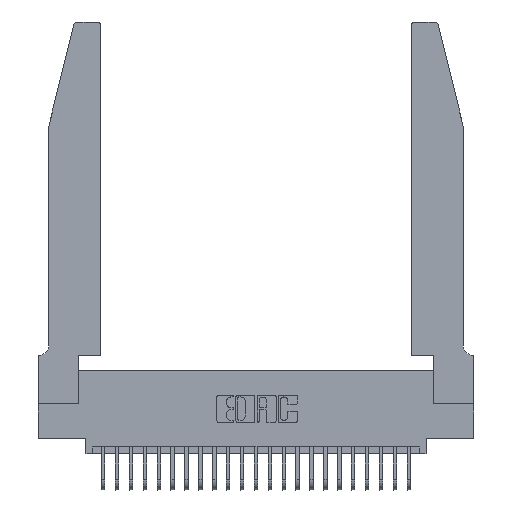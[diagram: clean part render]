
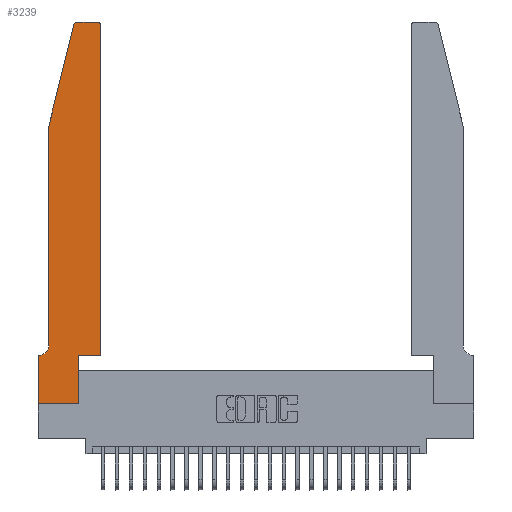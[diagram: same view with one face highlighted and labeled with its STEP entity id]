
A CAD part, top view. The second image highlights one B-rep face of the part: STEP entity #3239.
In plain terms, the highlighted planar face has unit normal (0, 0, 1).
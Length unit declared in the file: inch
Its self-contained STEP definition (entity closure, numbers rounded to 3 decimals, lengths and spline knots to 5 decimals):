
#90 = VECTOR ( 'NONE', #22313, 39.37008 ) ;
#794 = LINE ( 'NONE', #21425, #22459 ) ;
#857 = VERTEX_POINT ( 'NONE', #17779 ) ;
#977 = ORIENTED_EDGE ( 'NONE', *, *, #12504, .T. ) ;
#1386 = LINE ( 'NONE', #10302, #23723 ) ;
#1549 = VERTEX_POINT ( 'NONE', #4099 ) ;
#1620 = LINE ( 'NONE', #11137, #23310 ) ;
#2057 = VERTEX_POINT ( 'NONE', #2551 ) ;
#2259 = EDGE_CURVE ( 'NONE', #21462, #20797, #25403, .T. ) ;
#2551 = CARTESIAN_POINT ( 'NONE',  ( 0.4505, 0.35, 0.37 ) ) ;
#2649 = EDGE_CURVE ( 'NONE', #2057, #21062, #794, .T. ) ;
#2885 = CARTESIAN_POINT ( 'NONE',  ( 0.2865, 0.35, 0.37 ) ) ;
#3239 = ADVANCED_FACE ( 'NONE', ( #26677 ), #15114, .T. ) ;
#3355 = CARTESIAN_POINT ( 'NONE',  ( 0.284, 2.72, 0.37 ) ) ;
#3442 = DIRECTION ( 'NONE',  ( 0., 0., -1. ) ) ;
#3455 = CARTESIAN_POINT ( 'NONE',  ( 0.4505, 0.35, 0.37 ) ) ;
#3548 = CIRCLE ( 'NONE', #19128, 0.07 ) ;
#3558 = CARTESIAN_POINT ( 'NONE',  ( 0., 0., 0.37 ) ) ;
#3789 = CARTESIAN_POINT ( 'NONE',  ( 0.0755, 2., 0.37 ) ) ;
#3892 = EDGE_CURVE ( 'NONE', #1549, #14442, #5358, .T. ) ;
#4035 = CARTESIAN_POINT ( 'NONE',  ( 0.0755, 2., 0.37 ) ) ;
#4099 = CARTESIAN_POINT ( 'NONE',  ( 0.4205, 2.75, 0.37 ) ) ;
#4625 = CARTESIAN_POINT ( 'NONE',  ( 0., 0.35, 0.37 ) ) ;
#5358 = LINE ( 'NONE', #9001, #26965 ) ;
#5489 = DIRECTION ( 'NONE',  ( 1., 0., 0. ) ) ;
#5506 = VERTEX_POINT ( 'NONE', #11718 ) ;
#6748 = DIRECTION ( 'NONE',  ( 1., 0., 0. ) ) ;
#6853 = VERTEX_POINT ( 'NONE', #18525 ) ;
#7073 = EDGE_CURVE ( 'NONE', #21062, #1549, #16731, .T. ) ;
#7262 = ORIENTED_EDGE ( 'NONE', *, *, #21045, .T. ) ;
#7310 = ORIENTED_EDGE ( 'NONE', *, *, #25040, .T. ) ;
#7712 = DIRECTION ( 'NONE',  ( 1., 0., 0. ) ) ;
#8039 = ORIENTED_EDGE ( 'NONE', *, *, #3892, .T. ) ;
#8778 = CARTESIAN_POINT ( 'NONE',  ( 0.4205, 2.72, 0.37 ) ) ;
#9001 = CARTESIAN_POINT ( 'NONE',  ( 0.2605, 2.75, 0.37 ) ) ;
#9584 = LINE ( 'NONE', #4035, #20076 ) ;
#9605 = ORIENTED_EDGE ( 'NONE', *, *, #2649, .T. ) ;
#9683 = ORIENTED_EDGE ( 'NONE', *, *, #2259, .T. ) ;
#9802 = LINE ( 'NONE', #3455, #11107 ) ;
#10302 = CARTESIAN_POINT ( 'NONE',  ( 0., 0., 0.37 ) ) ;
#10855 = EDGE_LOOP ( 'NONE', ( #8039, #19010, #977, #7262, #10915, #7310, #26623, #9683, #11111, #24270, #9605, #23867 ) ) ;
#10900 = DIRECTION ( 'NONE',  ( 1., 0., 0. ) ) ;
#10915 = ORIENTED_EDGE ( 'NONE', *, *, #23418, .T. ) ;
#11107 = VECTOR ( 'NONE', #18183, 39.37008 ) ;
#11111 = ORIENTED_EDGE ( 'NONE', *, *, #14827, .T. ) ;
#11137 = CARTESIAN_POINT ( 'NONE',  ( 0.2865, 0.35, 0.37 ) ) ;
#11310 = LINE ( 'NONE', #26610, #90 ) ;
#11718 = CARTESIAN_POINT ( 'NONE',  ( 0.0755, 2., 0.37 ) ) ;
#12331 = LINE ( 'NONE', #3789, #23430 ) ;
#12437 = DIRECTION ( 'NONE',  ( 0., -1., 0. ) ) ;
#12504 = EDGE_CURVE ( 'NONE', #12760, #5506, #12331, .T. ) ;
#12526 = DIRECTION ( 'NONE',  ( 0., -1., 0. ) ) ;
#12760 = VERTEX_POINT ( 'NONE', #17139 ) ;
#13239 = EDGE_CURVE ( 'NONE', #857, #21462, #1386, .T. ) ;
#14442 = VERTEX_POINT ( 'NONE', #22580 ) ;
#14827 = EDGE_CURVE ( 'NONE', #20797, #21992, #1620, .T. ) ;
#15114 = PLANE ( 'NONE',  #20933 ) ;
#15356 = DIRECTION ( 'NONE',  ( -1., 0., 0. ) ) ;
#15721 = EDGE_CURVE ( 'NONE', #14442, #12760, #20968, .T. ) ;
#16068 = CARTESIAN_POINT ( 'NONE',  ( 0.0055, 0.42, 0.37 ) ) ;
#16577 = EDGE_CURVE ( 'NONE', #21992, #2057, #9802, .T. ) ;
#16731 = CIRCLE ( 'NONE', #17531, 0.03 ) ;
#17139 = CARTESIAN_POINT ( 'NONE',  ( 0.25487, 2.72718, 0.37 ) ) ;
#17531 = AXIS2_PLACEMENT_3D ( 'NONE', #8778, #23422, #10900 ) ;
#17779 = CARTESIAN_POINT ( 'NONE',  ( 0., 0.35, 0.37 ) ) ;
#17954 = CARTESIAN_POINT ( 'NONE',  ( 0.2865, 0., 0.37 ) ) ;
#18088 = DIRECTION ( 'NONE',  ( 0., 0., 1. ) ) ;
#18177 = DIRECTION ( 'NONE',  ( -1., 0., 0. ) ) ;
#18183 = DIRECTION ( 'NONE',  ( 1., 0., 0. ) ) ;
#18512 = DIRECTION ( 'NONE',  ( -0.239, -0.971, 0. ) ) ;
#18525 = CARTESIAN_POINT ( 'NONE',  ( 0.0055, 0.35, 0.37 ) ) ;
#18739 = CARTESIAN_POINT ( 'NONE',  ( 0.4505, 2.72, 0.37 ) ) ;
#19010 = ORIENTED_EDGE ( 'NONE', *, *, #15721, .T. ) ;
#19128 = AXIS2_PLACEMENT_3D ( 'NONE', #16068, #3442, #18177 ) ;
#19311 = DIRECTION ( 'NONE',  ( 0., 0., 1. ) ) ;
#19564 = DIRECTION ( 'NONE',  ( 0., 1., 0. ) ) ;
#20076 = VECTOR ( 'NONE', #12526, 39.37008 ) ;
#20797 = VERTEX_POINT ( 'NONE', #17954 ) ;
#20933 = AXIS2_PLACEMENT_3D ( 'NONE', #4625, #19311, #6748 ) ;
#20968 = CIRCLE ( 'NONE', #22684, 0.03 ) ;
#21045 = EDGE_CURVE ( 'NONE', #5506, #21920, #9584, .T. ) ;
#21062 = VERTEX_POINT ( 'NONE', #18739 ) ;
#21167 = VECTOR ( 'NONE', #7712, 39.37008 ) ;
#21323 = CARTESIAN_POINT ( 'NONE',  ( 0.0755, 0.42, 0.37 ) ) ;
#21425 = CARTESIAN_POINT ( 'NONE',  ( 0.4505, 0.35, 0.37 ) ) ;
#21462 = VERTEX_POINT ( 'NONE', #26194 ) ;
#21920 = VERTEX_POINT ( 'NONE', #21323 ) ;
#21992 = VERTEX_POINT ( 'NONE', #2885 ) ;
#22313 = DIRECTION ( 'NONE',  ( -1., 0., 0. ) ) ;
#22459 = VECTOR ( 'NONE', #25628, 39.37008 ) ;
#22580 = CARTESIAN_POINT ( 'NONE',  ( 0.284, 2.75, 0.37 ) ) ;
#22684 = AXIS2_PLACEMENT_3D ( 'NONE', #3355, #18088, #5489 ) ;
#23310 = VECTOR ( 'NONE', #19564, 39.37008 ) ;
#23418 = EDGE_CURVE ( 'NONE', #21920, #6853, #3548, .T. ) ;
#23422 = DIRECTION ( 'NONE',  ( 0., 0., 1. ) ) ;
#23430 = VECTOR ( 'NONE', #18512, 39.37008 ) ;
#23723 = VECTOR ( 'NONE', #12437, 39.37008 ) ;
#23867 = ORIENTED_EDGE ( 'NONE', *, *, #7073, .T. ) ;
#24270 = ORIENTED_EDGE ( 'NONE', *, *, #16577, .T. ) ;
#25040 = EDGE_CURVE ( 'NONE', #6853, #857, #11310, .T. ) ;
#25403 = LINE ( 'NONE', #3558, #21167 ) ;
#25628 = DIRECTION ( 'NONE',  ( 0., 1., 0. ) ) ;
#26194 = CARTESIAN_POINT ( 'NONE',  ( 0., 0., 0.37 ) ) ;
#26610 = CARTESIAN_POINT ( 'NONE',  ( 0.0755, 0.35, 0.37 ) ) ;
#26623 = ORIENTED_EDGE ( 'NONE', *, *, #13239, .T. ) ;
#26677 = FACE_OUTER_BOUND ( 'NONE', #10855, .T. ) ;
#26965 = VECTOR ( 'NONE', #15356, 39.37008 ) ;
